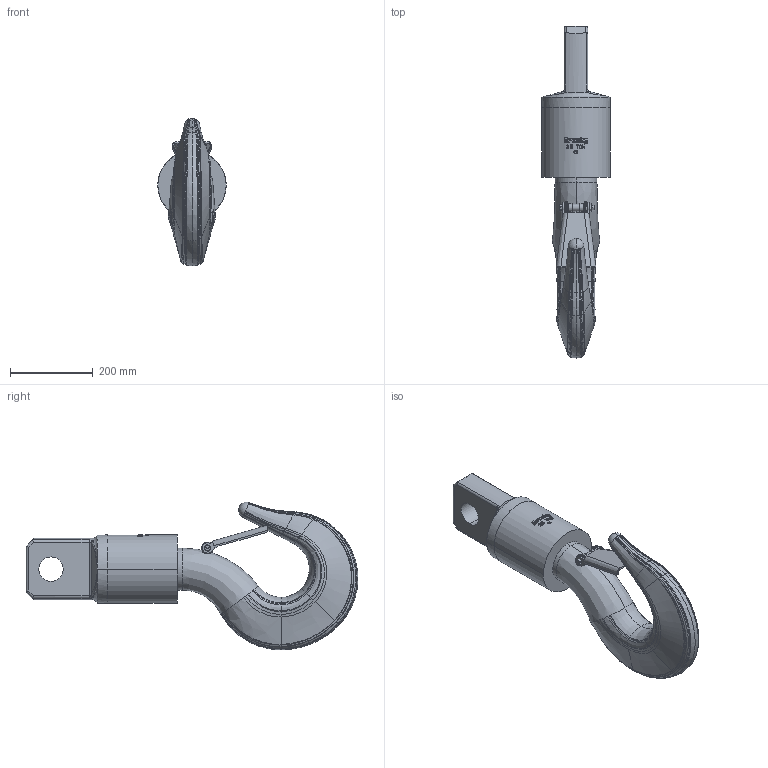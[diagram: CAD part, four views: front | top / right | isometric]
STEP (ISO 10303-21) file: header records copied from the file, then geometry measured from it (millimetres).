
FILE_DESCRIPTION((''),'2;1');
FILE_NAME('CROSBY_SWIVEL_35-S-6_0298261','2010-04-28T',('Alan Doughty'),('The Crosby Group, Inc.'),'PRO/ENGINEER BY PARAMETRIC TECHNOLOGY CORPORATION, 2009300','PRO/ENGINEER BY PARAMETRIC TECHNOLOGY CORPORATION, 2009300','');
FILE_SCHEMA(('CONFIG_CONTROL_DESIGN'));
Length unit declared in the file: inch
Products named in the file (1): CROSBY_SWIVEL_35-S-6_0298261
Bounding box: 165.23 x 803.34 x 357.16 mm (x, y, z)
Volume: 10194184.5 mm3; surface area: 574215.1 mm2
Topology: 2 solids, 2 shells, 617 faces, 1580 edges, 992 vertices
Faces by surface type: plane 291, bspline 198, cylinder 88, torus 18, cone 14, revolution 4, extrusion 2, sphere 2
Entity records: 37297 total; most frequent: CARTESIAN_POINT 24112, ORIENTED_EDGE 3156, DIRECTION 2007, EDGE_CURVE 1578, VERTEX_POINT 992, AXIS2_PLACEMENT_3D 737, B_SPLINE_CURVE_WITH_KNOTS 733, EDGE_LOOP 664
